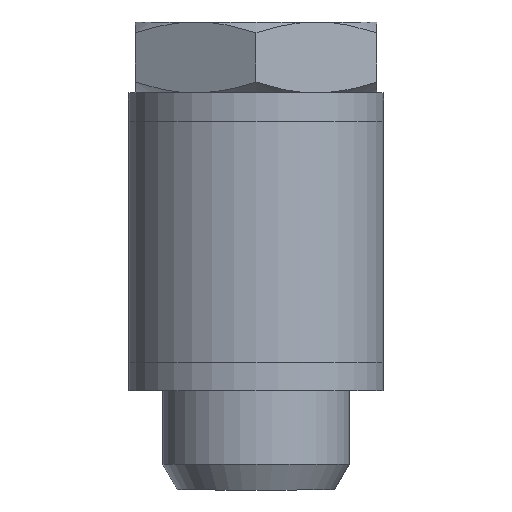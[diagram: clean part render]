
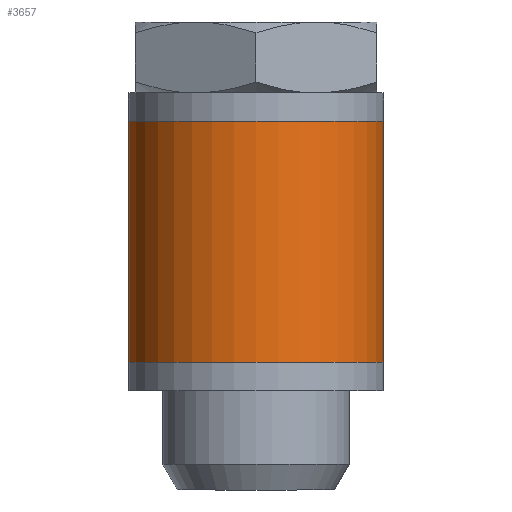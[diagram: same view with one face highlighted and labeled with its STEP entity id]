
A CAD part, left-side view. The second image highlights one B-rep face of the part: STEP entity #3657.
In plain terms, the highlighted cylindrical face has radius 9 mm (diameter 18 mm), a full revolution.
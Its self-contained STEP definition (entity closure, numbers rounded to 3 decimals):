
#13=(
BOUNDED_CURVE()
B_SPLINE_CURVE(3,(#2978,#2979,#2980,#2981,#2982,#2983,#2984,#2985,#2986,
#2987,#2988,#2989,#2990,#2991,#2992,#2993,#2994,#2995,#2996,#2997,#2998,
#2999,#3000,#3001,#3002,#3003,#3004,#3005),.UNSPECIFIED.,.U.,.U.)
B_SPLINE_CURVE_WITH_KNOTS((4,1,1,1,1,1,1,1,1,1,1,1,1,1,1,1,1,1,1,1,1,1,1,
1,1,4),(0.,0.014,0.033,0.053,0.075,
0.097,0.12,0.143,0.165,
0.186,0.207,0.227,0.246,
0.263,0.281,0.299,0.318,
0.337,0.358,0.38,0.403,
0.425,0.447,0.468,0.487,
0.5),.UNSPECIFIED.)
CURVE()
GEOMETRIC_REPRESENTATION_ITEM()
RATIONAL_B_SPLINE_CURVE((1.,1.,1.,1.,1.,1.,1.,1.,1.,1.,1.,1.,1.,1.,1.,1.,
1.,1.,1.,1.,1.,1.,1.,1.,1.,1.,1.,1.))
REPRESENTATION_ITEM('')
);
#14=(
BOUNDED_CURVE()
B_SPLINE_CURVE(3,(#3006,#3007,#3008,#3009,#3010,#3011,#3012,#3013,#3014,
#3015,#3016,#3017,#3018,#3019,#3020,#3021,#3022,#3023,#3024,#3025,#3026,
#3027,#3028,#3029,#3030,#3031,#3032,#3033,#3034),.UNSPECIFIED.,.U.,.U.)
B_SPLINE_CURVE_WITH_KNOTS((4,1,1,1,1,1,1,1,1,1,1,1,1,1,1,1,1,1,1,1,1,1,1,
1,1,1,4),(0.5,0.506,0.525,0.545,
0.565,0.587,0.61,0.633,
0.655,0.677,0.698,0.718,
0.737,0.756,0.773,0.791,
0.809,0.829,0.849,0.87,
0.893,0.915,0.938,0.959,
0.979,0.988,1.),.UNSPECIFIED.)
CURVE()
GEOMETRIC_REPRESENTATION_ITEM()
RATIONAL_B_SPLINE_CURVE((1.,1.,1.,1.,1.,1.,1.,1.,1.,1.,1.,1.,1.,1.,1.,1.,
1.,1.,1.,1.,1.,1.,1.,1.,1.,1.,1.,1.,1.))
REPRESENTATION_ITEM('')
);
#1125=CYLINDRICAL_SURFACE('',#3551,9.);
#1279=ORIENTED_EDGE('',*,*,#1535,.F.);
#1280=ORIENTED_EDGE('',*,*,#1534,.F.);
#1281=ORIENTED_EDGE('',*,*,#1536,.T.);
#1282=ORIENTED_EDGE('',*,*,#1537,.T.);
#1367=CIRCLE('',#3550,9.);
#1368=CIRCLE('',#3552,9.);
#1440=VERTEX_POINT('',#2971);
#1441=VERTEX_POINT('',#2974);
#1442=VERTEX_POINT('',#2976);
#1443=VERTEX_POINT('',#2977);
#1534=EDGE_CURVE('',#1440,#1440,#1367,.T.);
#1535=EDGE_CURVE('',#1441,#1441,#1368,.T.);
#1536=EDGE_CURVE('',#1442,#1443,#13,.T.);
#1537=EDGE_CURVE('',#1443,#1442,#14,.T.);
#1639=EDGE_LOOP('',(#1279));
#1640=EDGE_LOOP('',(#1280));
#1641=EDGE_LOOP('',(#1281,#1282));
#1760=FACE_BOUND('',#1639,.T.);
#1761=FACE_BOUND('',#1640,.T.);
#1762=FACE_BOUND('',#1641,.T.);
#2055=DIRECTION('',(-1.,0.,0.));
#2056=DIRECTION('',(0.,0.,-9.));
#2057=DIRECTION('',(-1.,0.,0.));
#2058=DIRECTION('',(0.,1.,0.));
#2059=DIRECTION('',(1.,0.,0.));
#2060=DIRECTION('',(0.,0.,9.));
#2971=CARTESIAN_POINT('',(-12.088,-36.531,-9.));
#2972=CARTESIAN_POINT('',(-12.088,-36.531,0.));
#2973=CARTESIAN_POINT('',(5.662,-36.531,0.));
#2974=CARTESIAN_POINT('',(4.912,-36.531,9.));
#2975=CARTESIAN_POINT('',(4.912,-36.531,0.));
#2976=CARTESIAN_POINT('',(-3.588,-29.968,-6.158));
#2977=CARTESIAN_POINT('',(-3.589,-29.968,6.158));
#2978=CARTESIAN_POINT('',(-3.588,-29.968,-6.158));
#2979=CARTESIAN_POINT('',(-3.387,-29.968,-6.158));
#2980=CARTESIAN_POINT('',(-2.92,-29.948,-6.137));
#2981=CARTESIAN_POINT('',(-2.186,-29.848,-6.029));
#2982=CARTESIAN_POINT('',(-1.396,-29.659,-5.815));
#2983=CARTESIAN_POINT('',(-0.616,-29.4,-5.497));
#2984=CARTESIAN_POINT('',(0.135,-29.088,-5.071));
#2985=CARTESIAN_POINT('',(0.831,-28.752,-4.542));
#2986=CARTESIAN_POINT('',(1.447,-28.421,-3.925));
#2987=CARTESIAN_POINT('',(1.963,-28.123,-3.24));
#2988=CARTESIAN_POINT('',(2.369,-27.876,-2.508));
#2989=CARTESIAN_POINT('',(2.665,-27.69,-1.744));
#2990=CARTESIAN_POINT('',(2.849,-27.572,-0.965));
#2991=CARTESIAN_POINT('',(2.925,-27.523,-0.198));
#2992=CARTESIAN_POINT('',(2.901,-27.538,0.543));
#2993=CARTESIAN_POINT('',(2.79,-27.61,1.257));
#2994=CARTESIAN_POINT('',(2.59,-27.737,1.959));
#2995=CARTESIAN_POINT('',(2.297,-27.92,2.65));
#2996=CARTESIAN_POINT('',(1.906,-28.156,3.321));
#2997=CARTESIAN_POINT('',(1.414,-28.439,3.959));
#2998=CARTESIAN_POINT('',(0.822,-28.756,4.548));
#2999=CARTESIAN_POINT('',(0.14,-29.086,5.067));
#3000=CARTESIAN_POINT('',(-0.613,-29.399,5.496));
#3001=CARTESIAN_POINT('',(-1.412,-29.665,5.822));
#3002=CARTESIAN_POINT('',(-2.228,-29.857,6.039));
#3003=CARTESIAN_POINT('',(-2.958,-29.951,6.14));
#3004=CARTESIAN_POINT('',(-3.41,-29.968,6.158));
#3005=CARTESIAN_POINT('',(-3.589,-29.968,6.158));
#3006=CARTESIAN_POINT('',(-3.589,-29.968,6.158));
#3007=CARTESIAN_POINT('',(-3.675,-29.968,6.158));
#3008=CARTESIAN_POINT('',(-4.025,-29.962,6.151));
#3009=CARTESIAN_POINT('',(-4.644,-29.906,6.092));
#3010=CARTESIAN_POINT('',(-5.437,-29.751,5.921));
#3011=CARTESIAN_POINT('',(-6.223,-29.521,5.649));
#3012=CARTESIAN_POINT('',(-6.989,-29.229,5.27));
#3013=CARTESIAN_POINT('',(-7.713,-28.9,4.785));
#3014=CARTESIAN_POINT('',(-8.366,-28.563,4.204));
#3015=CARTESIAN_POINT('',(-8.927,-28.248,3.546));
#3016=CARTESIAN_POINT('',(-9.382,-27.977,2.832));
#3017=CARTESIAN_POINT('',(-9.726,-27.763,2.08));
#3018=CARTESIAN_POINT('',(-9.959,-27.615,1.305));
#3019=CARTESIAN_POINT('',(-10.081,-27.536,0.53));
#3020=CARTESIAN_POINT('',(-10.099,-27.524,-0.223));
#3021=CARTESIAN_POINT('',(-10.026,-27.572,-0.947));
#3022=CARTESIAN_POINT('',(-9.865,-27.675,-1.653));
#3023=CARTESIAN_POINT('',(-9.614,-27.834,-2.35));
#3024=CARTESIAN_POINT('',(-9.266,-28.047,-3.031));
#3025=CARTESIAN_POINT('',(-8.818,-28.311,-3.686));
#3026=CARTESIAN_POINT('',(-8.269,-28.615,-4.299));
#3027=CARTESIAN_POINT('',(-7.625,-28.942,-4.851));
#3028=CARTESIAN_POINT('',(-6.899,-29.266,-5.321));
#3029=CARTESIAN_POINT('',(-6.117,-29.557,-5.693));
#3030=CARTESIAN_POINT('',(-5.305,-29.783,-5.957));
#3031=CARTESIAN_POINT('',(-4.616,-29.905,-6.09));
#3032=CARTESIAN_POINT('',(-4.045,-29.958,-6.147));
#3033=CARTESIAN_POINT('',(-3.749,-29.968,-6.158));
#3034=CARTESIAN_POINT('',(-3.588,-29.968,-6.158));
#3550=AXIS2_PLACEMENT_3D('',#2972,#2055,#2056);
#3551=AXIS2_PLACEMENT_3D('',#2973,#2057,#2058);
#3552=AXIS2_PLACEMENT_3D('',#2975,#2059,#2060);
#3657=ADVANCED_FACE('',(#1760,#1761,#1762),#1125,.T.);
